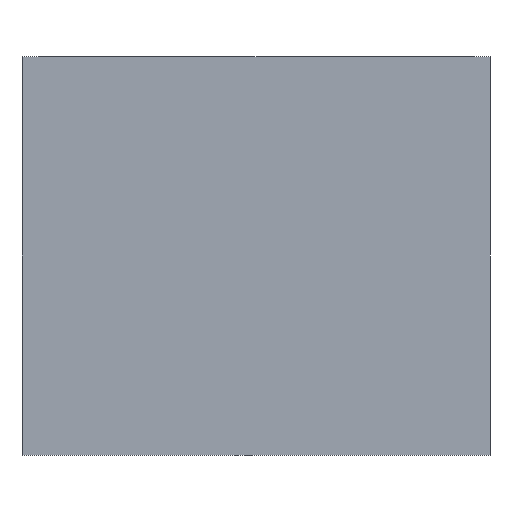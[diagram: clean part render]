
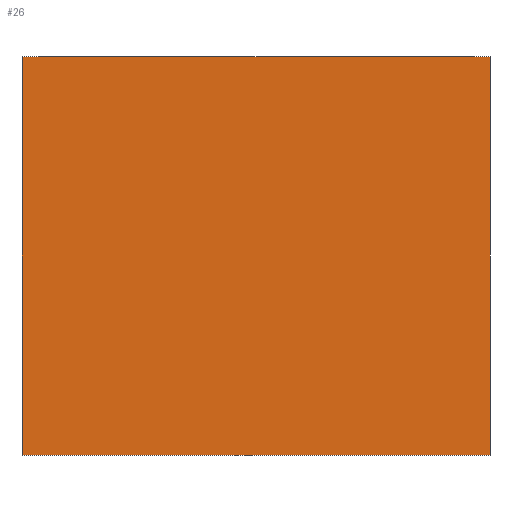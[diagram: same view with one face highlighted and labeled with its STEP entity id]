
A CAD part, front view. The second image highlights one B-rep face of the part: STEP entity #26.
In plain terms, the highlighted planar face has unit normal (0, -1, 0).
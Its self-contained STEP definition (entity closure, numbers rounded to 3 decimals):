
#26=ADVANCED_FACE('',(#43),#274,.T.);
#43=FACE_OUTER_BOUND('',#61,.T.);
#61=EDGE_LOOP('',(#119,#120,#121,#122));
#119=ORIENTED_EDGE('',*,*,#174,.T.);
#120=ORIENTED_EDGE('',*,*,#188,.T.);
#121=ORIENTED_EDGE('',*,*,#180,.T.);
#122=ORIENTED_EDGE('',*,*,#187,.F.);
#174=EDGE_CURVE('',#253,#254,#216,.T.);
#180=EDGE_CURVE('',#256,#257,#222,.T.);
#187=EDGE_CURVE('',#253,#257,#229,.T.);
#188=EDGE_CURVE('',#254,#256,#230,.T.);
#216=B_SPLINE_CURVE_WITH_KNOTS('',1,(#501,#502,#503,#504),.UNSPECIFIED.,
 .F.,.F.,(2,1,1,2),(0.,1.6,42.6,44.2),.UNSPECIFIED.);
#222=B_SPLINE_CURVE_WITH_KNOTS('',1,(#519,#520,#521,#522),.UNSPECIFIED.,
 .F.,.F.,(2,1,1,2),(0.,1.6,42.6,44.2),.UNSPECIFIED.);
#229=B_SPLINE_CURVE_WITH_KNOTS('',1,(#543,#544,#545),.UNSPECIFIED.,.F.,
 .F.,(2,1,2),(-218.4,-184.4,-182.4),.UNSPECIFIED.);
#230=B_SPLINE_CURVE_WITH_KNOTS('',1,(#546,#547,#548),.UNSPECIFIED.,.F.,
 .F.,(2,1,2),(44.2,78.2,80.2),.UNSPECIFIED.);
#253=VERTEX_POINT('',#443);
#254=VERTEX_POINT('',#444);
#256=VERTEX_POINT('',#446);
#257=VERTEX_POINT('',#447);
#274=PLANE('',#379);
#379=AXIS2_PLACEMENT_3D('',#419,#399,$);
#399=DIRECTION('',(0.,-1.,0.));
#419=CARTESIAN_POINT('',(-2.042,-2.6,-1.976));
#443=CARTESIAN_POINT('',(-1.6,-2.6,-1.6));
#444=CARTESIAN_POINT('',(42.6,-2.6,-1.6));
#446=CARTESIAN_POINT('',(42.6,-2.6,36.));
#447=CARTESIAN_POINT('',(-1.6,-2.6,36.));
#501=CARTESIAN_POINT('',(-1.6,-2.6,-1.6));
#502=CARTESIAN_POINT('',(0.,-2.6,-1.6));
#503=CARTESIAN_POINT('',(41.,-2.6,-1.6));
#504=CARTESIAN_POINT('',(42.6,-2.6,-1.6));
#519=CARTESIAN_POINT('',(42.6,-2.6,36.));
#520=CARTESIAN_POINT('',(41.,-2.6,36.));
#521=CARTESIAN_POINT('',(0.,-2.6,36.));
#522=CARTESIAN_POINT('',(-1.6,-2.6,36.));
#543=CARTESIAN_POINT('',(-1.6,-2.6,-1.6));
#544=CARTESIAN_POINT('',(-1.6,-2.6,34.));
#545=CARTESIAN_POINT('',(-1.6,-2.6,36.));
#546=CARTESIAN_POINT('',(42.6,-2.6,-1.6));
#547=CARTESIAN_POINT('',(42.6,-2.6,34.));
#548=CARTESIAN_POINT('',(42.6,-2.6,36.));
